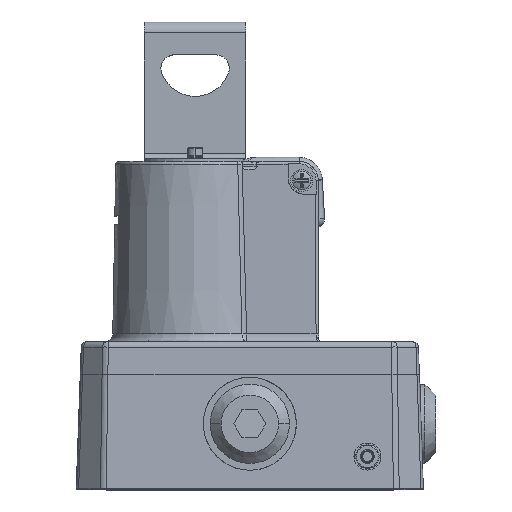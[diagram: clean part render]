
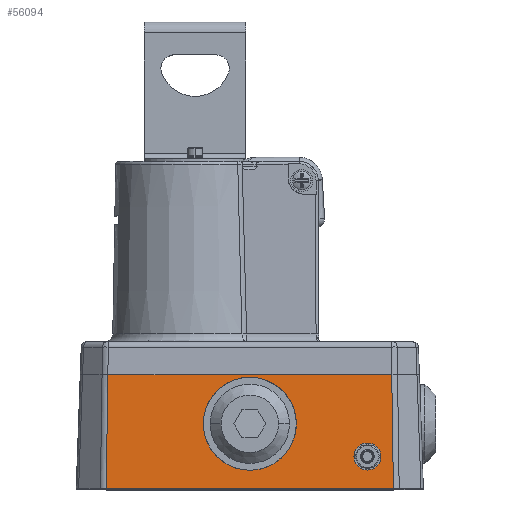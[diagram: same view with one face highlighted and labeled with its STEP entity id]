
A CAD part, top view. The second image highlights one B-rep face of the part: STEP entity #56094.
In plain terms, the highlighted planar face has unit normal (0, 0.035, 0.999).
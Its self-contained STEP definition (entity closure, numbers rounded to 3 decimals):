
#2133 = ORIENTED_EDGE ( 'NONE', *, *, #29015, .T. ) ;
#3025 = CARTESIAN_POINT ( 'NONE',  ( 45.5, -30., 61.048 ) ) ;
#3142 = CARTESIAN_POINT ( 'NONE',  ( 40.5, -30., 61.048 ) ) ;
#3224 = CARTESIAN_POINT ( 'NONE',  ( 45.5, -35., 61.222 ) ) ;
#3256 = CARTESIAN_POINT ( 'NONE',  ( 17., -18., 60.629 ) ) ;
#3274 = CARTESIAN_POINT ( 'NONE',  ( 40.5, -35., 61.222 ) ) ;
#3332 = CARTESIAN_POINT ( 'NONE',  ( -17., 16., 59.441 ) ) ;
#4128 = CARTESIAN_POINT ( 'NONE',  ( 53.137, 0., 60. ) ) ;
#6691 = DIRECTION ( 'NONE',  ( -0.014, -0.999, 0.035 ) ) ;
#6712 = ORIENTED_EDGE ( 'NONE', *, *, #33425, .F. ) ;
#8822 = CARTESIAN_POINT ( 'NONE',  ( 45.5, -30., 61.048 ) ) ;
#9062 = DIRECTION ( 'NONE',  ( 0., -0.999, 0.035 ) ) ;
#10133 = CARTESIAN_POINT ( 'NONE',  ( -17., -18., 60.629 ) ) ;
#11078 = EDGE_CURVE ( 'NONE', #50979, #24539, #50440, .T. ) ;
#11715 = VERTEX_POINT ( 'NONE', #63565 ) ;
#11941 = EDGE_LOOP ( 'NONE', ( #6712, #55267 ) ) ;
#13123 = EDGE_LOOP ( 'NONE', ( #28272, #49598 ) ) ;
#14001 =( BOUNDED_CURVE ( )  B_SPLINE_CURVE ( 3, ( #41720, #51644, #21578, #34343 ),
 .UNSPECIFIED., .F., .T. ) 
 B_SPLINE_CURVE_WITH_KNOTS ( ( 4, 4 ),
 ( 4.712, 7.854 ),
 .UNSPECIFIED. ) 
 CURVE ( )  GEOMETRIC_REPRESENTATION_ITEM ( )  RATIONAL_B_SPLINE_CURVE ( ( 1., 0.333, 0.333, 1. ) ) 
 REPRESENTATION_ITEM ( '' )  );
#14917 = VECTOR ( 'NONE', #26115, 1000. ) ;
#15620 = FACE_BOUND ( 'NONE', #13123, .T. ) ;
#16472 = LINE ( 'NONE', #56020, #14917 ) ;
#17171 = FACE_BOUND ( 'NONE', #11941, .T. ) ;
#19058 = VECTOR ( 'NONE', #6691, 1000. ) ;
#19578 = EDGE_LOOP ( 'NONE', ( #26143, #2133, #29815, #40272 ) ) ;
#20611 = LINE ( 'NONE', #26546, #19058 ) ;
#21250 = LINE ( 'NONE', #31367, #31523 ) ;
#21578 = CARTESIAN_POINT ( 'NONE',  ( 40.5, -25., 60.873 ) ) ;
#22850 = CARTESIAN_POINT ( 'NONE',  ( 17., 16., 59.441 ) ) ;
#24131 = CARTESIAN_POINT ( 'NONE',  ( 51.895, -0.018, 60.001 ) ) ;
#24539 = VERTEX_POINT ( 'NONE', #8822 ) ;
#24566 = VECTOR ( 'NONE', #59003, 1000. ) ;
#26115 = DIRECTION ( 'NONE',  ( 1., 0., 0. ) ) ;
#26143 = ORIENTED_EDGE ( 'NONE', *, *, #49197, .T. ) ;
#26546 = CARTESIAN_POINT ( 'NONE',  ( -51.873, 1.517, 59.947 ) ) ;
#26938 = CARTESIAN_POINT ( 'NONE',  ( 40.5, -30., 61.048 ) ) ;
#27859 = CARTESIAN_POINT ( 'NONE',  ( -17., -52., 61.816 ) ) ;
#28272 = ORIENTED_EDGE ( 'NONE', *, *, #11078, .F. ) ;
#29015 = EDGE_CURVE ( 'NONE', #34696, #33702, #21250, .T. ) ;
#29083 =( BOUNDED_CURVE ( )  B_SPLINE_CURVE ( 3, ( #52845, #22850, #3332, #38090 ),
 .UNSPECIFIED., .F., .F. ) 
 B_SPLINE_CURVE_WITH_KNOTS ( ( 4, 4 ),
 ( 4.712, 7.854 ),
 .UNSPECIFIED. ) 
 CURVE ( )  GEOMETRIC_REPRESENTATION_ITEM ( )  RATIONAL_B_SPLINE_CURVE ( ( 1., 0.333, 0.333, 1. ) ) 
 REPRESENTATION_ITEM ( '' )  );
#29815 = ORIENTED_EDGE ( 'NONE', *, *, #53164, .T. ) ;
#30308 = CARTESIAN_POINT ( 'NONE',  ( 17., -18., 60.629 ) ) ;
#30443 = FACE_OUTER_BOUND ( 'NONE', #19578, .T. ) ;
#30876 = AXIS2_PLACEMENT_3D ( 'NONE', #4128, #38934, #9062 ) ;
#31159 = DIRECTION ( 'NONE',  ( -1., 0., 0. ) ) ;
#31367 = CARTESIAN_POINT ( 'NONE',  ( 53.137, 0., 60. ) ) ;
#31523 = VECTOR ( 'NONE', #31159, 1000. ) ;
#32601 =( BOUNDED_CURVE ( )  B_SPLINE_CURVE ( 3, ( #32908, #27859, #57515, #3256 ),
 .UNSPECIFIED., .F., .F. ) 
 B_SPLINE_CURVE_WITH_KNOTS ( ( 4, 4 ),
 ( 1.571, 4.712 ),
 .UNSPECIFIED. ) 
 CURVE ( )  GEOMETRIC_REPRESENTATION_ITEM ( )  RATIONAL_B_SPLINE_CURVE ( ( 1., 0.333, 0.333, 1. ) ) 
 REPRESENTATION_ITEM ( '' )  );
#32908 = CARTESIAN_POINT ( 'NONE',  ( -17., -18., 60.629 ) ) ;
#33425 = EDGE_CURVE ( 'NONE', #59944, #56360, #32601, .T. ) ;
#33702 = VERTEX_POINT ( 'NONE', #36247 ) ;
#34343 = CARTESIAN_POINT ( 'NONE',  ( 40.5, -30., 61.048 ) ) ;
#34696 = VERTEX_POINT ( 'NONE', #48454 ) ;
#36247 = CARTESIAN_POINT ( 'NONE',  ( -51.895, 0., 60. ) ) ;
#37057 = EDGE_CURVE ( 'NONE', #24539, #50979, #14001, .T. ) ;
#37736 = VERTEX_POINT ( 'NONE', #45806 ) ;
#38090 = CARTESIAN_POINT ( 'NONE',  ( -17., -18., 60.629 ) ) ;
#38934 = DIRECTION ( 'NONE',  ( 0., 0.035, 0.999 ) ) ;
#40272 = ORIENTED_EDGE ( 'NONE', *, *, #51853, .T. ) ;
#41720 = CARTESIAN_POINT ( 'NONE',  ( 45.5, -30., 61.048 ) ) ;
#43776 = PLANE ( 'NONE',  #30876 ) ;
#45806 = CARTESIAN_POINT ( 'NONE',  ( 52.5, -41.793, 61.459 ) ) ;
#46768 = EDGE_CURVE ( 'NONE', #56360, #59944, #29083, .T. ) ;
#48454 = CARTESIAN_POINT ( 'NONE',  ( 51.895, 0., 60. ) ) ;
#49197 = EDGE_CURVE ( 'NONE', #37736, #34696, #62663, .T. ) ;
#49598 = ORIENTED_EDGE ( 'NONE', *, *, #37057, .F. ) ;
#50440 =( BOUNDED_CURVE ( )  B_SPLINE_CURVE ( 3, ( #3142, #3274, #3224, #3025 ),
 .UNSPECIFIED., .F., .F. ) 
 B_SPLINE_CURVE_WITH_KNOTS ( ( 4, 4 ),
 ( 1.571, 4.712 ),
 .UNSPECIFIED. ) 
 CURVE ( )  GEOMETRIC_REPRESENTATION_ITEM ( )  RATIONAL_B_SPLINE_CURVE ( ( 1., 0.333, 0.333, 1. ) ) 
 REPRESENTATION_ITEM ( '' )  );
#50979 = VERTEX_POINT ( 'NONE', #26938 ) ;
#51644 = CARTESIAN_POINT ( 'NONE',  ( 45.5, -25., 60.873 ) ) ;
#51853 = EDGE_CURVE ( 'NONE', #11715, #37736, #16472, .T. ) ;
#52845 = CARTESIAN_POINT ( 'NONE',  ( 17., -18., 60.629 ) ) ;
#53164 = EDGE_CURVE ( 'NONE', #33702, #11715, #20611, .T. ) ;
#55267 = ORIENTED_EDGE ( 'NONE', *, *, #46768, .F. ) ;
#56020 = CARTESIAN_POINT ( 'NONE',  ( 52.503, -41.793, 61.459 ) ) ;
#56094 = ADVANCED_FACE ( 'NONE', ( #15620, #30443, #17171 ), #43776, .T. ) ;
#56360 = VERTEX_POINT ( 'NONE', #30308 ) ;
#57515 = CARTESIAN_POINT ( 'NONE',  ( 17., -52., 61.816 ) ) ;
#59003 = DIRECTION ( 'NONE',  ( -0.014, 0.999, -0.035 ) ) ;
#59944 = VERTEX_POINT ( 'NONE', #10133 ) ;
#62663 = LINE ( 'NONE', #24131, #24566 ) ;
#63565 = CARTESIAN_POINT ( 'NONE',  ( -52.5, -41.793, 61.459 ) ) ;
